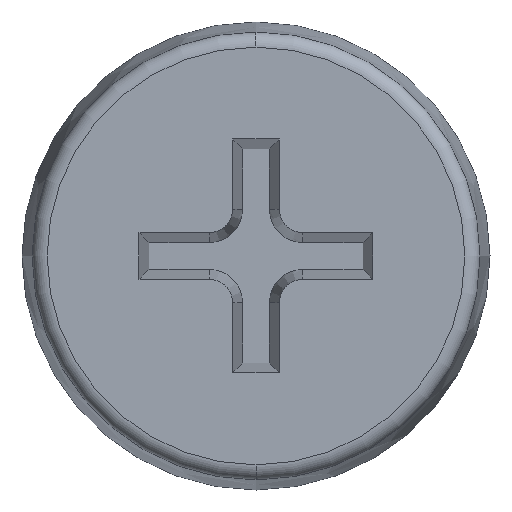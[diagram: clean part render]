
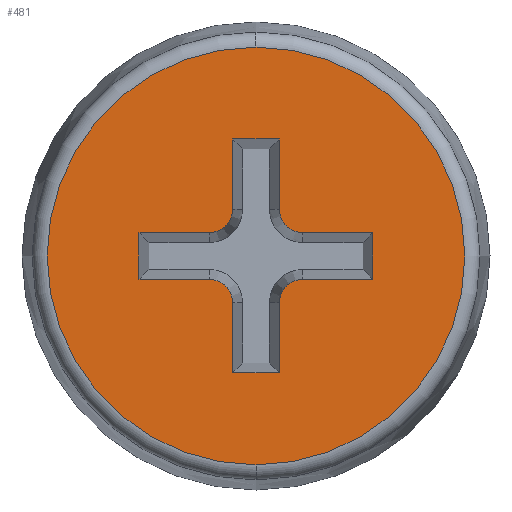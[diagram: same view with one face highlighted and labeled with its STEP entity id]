
A CAD part, left-side view. The second image highlights one B-rep face of the part: STEP entity #481.
In plain terms, the highlighted planar face has unit normal (-1, 0, 0).
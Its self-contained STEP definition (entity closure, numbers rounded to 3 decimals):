
#13 = DIRECTION ( 'NONE',  ( 0., 1., 0. ) ) ;
#29 = CARTESIAN_POINT ( 'NONE',  ( -0.55, 0.1, 0.2 ) ) ;
#30 = AXIS2_PLACEMENT_3D ( 'NONE', #473, #161, #1120 ) ;
#33 = VERTEX_POINT ( 'NONE', #620 ) ;
#58 = AXIS2_PLACEMENT_3D ( 'NONE', #346, #778, #1086 ) ;
#65 = LINE ( 'NONE', #919, #689 ) ;
#67 = LINE ( 'NONE', #1254, #123 ) ;
#73 = EDGE_CURVE ( 'NONE', #1033, #670, #933, .T. ) ;
#89 = ORIENTED_EDGE ( 'NONE', *, *, #494, .T. ) ;
#94 = VERTEX_POINT ( 'NONE', #761 ) ;
#115 = EDGE_CURVE ( 'NONE', #379, #215, #1217, .T. ) ;
#123 = VECTOR ( 'NONE', #1241, 1000. ) ;
#125 = CARTESIAN_POINT ( 'NONE',  ( -0.55, 0.273, -0.5 ) ) ;
#126 = CARTESIAN_POINT ( 'NONE',  ( -0.55, -0.1, -0.2 ) ) ;
#127 = DIRECTION ( 'NONE',  ( -1., 0., 0. ) ) ;
#130 = ORIENTED_EDGE ( 'NONE', *, *, #1318, .T. ) ;
#133 = CARTESIAN_POINT ( 'NONE',  ( -0.55, 0.1, -0.2 ) ) ;
#134 = VECTOR ( 'NONE', #485, 1000. ) ;
#140 = LINE ( 'NONE', #355, #955 ) ;
#146 = VERTEX_POINT ( 'NONE', #1298 ) ;
#152 = EDGE_CURVE ( 'NONE', #94, #146, #140, .T. ) ;
#153 = ORIENTED_EDGE ( 'NONE', *, *, #363, .T. ) ;
#161 = DIRECTION ( 'NONE',  ( -1., 0., 0. ) ) ;
#184 = CARTESIAN_POINT ( 'NONE',  ( -0.55, 0.2, 0.1 ) ) ;
#192 = DIRECTION ( 'NONE',  ( 0., 1., 0. ) ) ;
#204 = CARTESIAN_POINT ( 'NONE',  ( -0.55, 0.1, -0.5 ) ) ;
#213 = DIRECTION ( 'NONE',  ( 0., 0., -1. ) ) ;
#215 = VERTEX_POINT ( 'NONE', #407 ) ;
#233 = CARTESIAN_POINT ( 'NONE',  ( -0.55, 0.5, 0.05 ) ) ;
#234 = AXIS2_PLACEMENT_3D ( 'NONE', #1208, #557, #246 ) ;
#238 = FACE_BOUND ( 'NONE', #1370, .T. ) ;
#240 = CARTESIAN_POINT ( 'NONE',  ( -0.55, 0.2, -0.2 ) ) ;
#244 = FACE_OUTER_BOUND ( 'NONE', #1195, .T. ) ;
#246 = DIRECTION ( 'NONE',  ( 0., 1., 0. ) ) ;
#254 = DIRECTION ( 'NONE',  ( 0., -1., 0. ) ) ;
#262 = CIRCLE ( 'NONE', #1044, 0.1 ) ;
#273 = ORIENTED_EDGE ( 'NONE', *, *, #1207, .F. ) ;
#275 = DIRECTION ( 'NONE',  ( 0., 1., 0. ) ) ;
#276 = EDGE_CURVE ( 'NONE', #977, #94, #262, .T. ) ;
#283 = CARTESIAN_POINT ( 'NONE',  ( -0.55, -0.1, 0.5 ) ) ;
#294 = ORIENTED_EDGE ( 'NONE', *, *, #115, .F. ) ;
#313 = ORIENTED_EDGE ( 'NONE', *, *, #1255, .T. ) ;
#346 = CARTESIAN_POINT ( 'NONE',  ( -0.55, 0.446, 0. ) ) ;
#353 = ORIENTED_EDGE ( 'NONE', *, *, #636, .T. ) ;
#355 = CARTESIAN_POINT ( 'NONE',  ( -0.55, 0.473, -0.1 ) ) ;
#363 = EDGE_CURVE ( 'NONE', #33, #1395, #815, .T. ) ;
#368 = ORIENTED_EDGE ( 'NONE', *, *, #668, .T. ) ;
#379 = VERTEX_POINT ( 'NONE', #1007 ) ;
#394 = VERTEX_POINT ( 'NONE', #283 ) ;
#406 = EDGE_CURVE ( 'NONE', #458, #977, #67, .T. ) ;
#407 = CARTESIAN_POINT ( 'NONE',  ( -0.55, 0., 0.892 ) ) ;
#410 = CIRCLE ( 'NONE', #1206, 0.1 ) ;
#420 = ORIENTED_EDGE ( 'NONE', *, *, #1092, .T. ) ;
#433 = AXIS2_PLACEMENT_3D ( 'NONE', #1032, #621, #275 ) ;
#442 = DIRECTION ( 'NONE',  ( 0., 0., -1. ) ) ;
#444 = VERTEX_POINT ( 'NONE', #184 ) ;
#458 = VERTEX_POINT ( 'NONE', #204 ) ;
#461 = LINE ( 'NONE', #1111, #1053 ) ;
#473 = CARTESIAN_POINT ( 'NONE',  ( -0.55, -0.2, -0.2 ) ) ;
#481 = ADVANCED_FACE ( 'NONE', ( #238, #244 ), #1180, .T. ) ;
#485 = DIRECTION ( 'NONE',  ( 0., 0., -1. ) ) ;
#494 = EDGE_CURVE ( 'NONE', #833, #458, #1079, .T. ) ;
#498 = VERTEX_POINT ( 'NONE', #1310 ) ;
#503 = ORIENTED_EDGE ( 'NONE', *, *, #73, .T. ) ;
#531 = CARTESIAN_POINT ( 'NONE',  ( -0.55, -0.2, -0.1 ) ) ;
#535 = ORIENTED_EDGE ( 'NONE', *, *, #152, .T. ) ;
#557 = DIRECTION ( 'NONE',  ( 1., 0., 0. ) ) ;
#567 = EDGE_CURVE ( 'NONE', #670, #394, #784, .T. ) ;
#598 = DIRECTION ( 'NONE',  ( 0., -1., 0. ) ) ;
#611 = ORIENTED_EDGE ( 'NONE', *, *, #1301, .T. ) ;
#615 = VECTOR ( 'NONE', #1202, 1000. ) ;
#620 = CARTESIAN_POINT ( 'NONE',  ( -0.55, -0.2, 0.1 ) ) ;
#621 = DIRECTION ( 'NONE',  ( 1., 0., 0. ) ) ;
#636 = EDGE_CURVE ( 'NONE', #1374, #935, #976, .T. ) ;
#637 = DIRECTION ( 'NONE',  ( 0., 0., -1. ) ) ;
#638 = CARTESIAN_POINT ( 'NONE',  ( -0.55, 0.1, 0.25 ) ) ;
#657 = LINE ( 'NONE', #233, #1257 ) ;
#662 = DIRECTION ( 'NONE',  ( -1., 0., 0. ) ) ;
#668 = EDGE_CURVE ( 'NONE', #444, #1033, #1205, .T. ) ;
#669 = CARTESIAN_POINT ( 'NONE',  ( -0.55, 0.1, 0.5 ) ) ;
#670 = VERTEX_POINT ( 'NONE', #669 ) ;
#681 = VECTOR ( 'NONE', #598, 1000. ) ;
#689 = VECTOR ( 'NONE', #1128, 1000. ) ;
#690 = DIRECTION ( 'NONE',  ( 0., -1., 0. ) ) ;
#691 = EDGE_CURVE ( 'NONE', #1395, #1374, #1123, .T. ) ;
#692 = CARTESIAN_POINT ( 'NONE',  ( -0.55, -0.1, -0.5 ) ) ;
#705 = CARTESIAN_POINT ( 'NONE',  ( -0.55, -0.027, 0.1 ) ) ;
#707 = LINE ( 'NONE', #1018, #134 ) ;
#708 = AXIS2_PLACEMENT_3D ( 'NONE', #753, #127, #442 ) ;
#730 = VECTOR ( 'NONE', #1015, 1000. ) ;
#753 = CARTESIAN_POINT ( 'NONE',  ( -0.55, 0.2, 0.2 ) ) ;
#761 = CARTESIAN_POINT ( 'NONE',  ( -0.55, 0.2, -0.1 ) ) ;
#778 = DIRECTION ( 'NONE',  ( -1., 0., 0. ) ) ;
#784 = LINE ( 'NONE', #1218, #840 ) ;
#815 = LINE ( 'NONE', #705, #681 ) ;
#817 = ORIENTED_EDGE ( 'NONE', *, *, #276, .T. ) ;
#830 = VERTEX_POINT ( 'NONE', #893 ) ;
#833 = VERTEX_POINT ( 'NONE', #692 ) ;
#837 = DIRECTION ( 'NONE',  ( 0., 0., 1. ) ) ;
#840 = VECTOR ( 'NONE', #254, 1000. ) ;
#888 = CARTESIAN_POINT ( 'NONE',  ( -0.55, -0.5, -0.05 ) ) ;
#893 = CARTESIAN_POINT ( 'NONE',  ( -0.55, 0.5, 0.1 ) ) ;
#919 = CARTESIAN_POINT ( 'NONE',  ( -0.55, -0.1, 0.1 ) ) ;
#925 = CARTESIAN_POINT ( 'NONE',  ( -0.55, -0.2, 0.2 ) ) ;
#933 = LINE ( 'NONE', #638, #1297 ) ;
#935 = VERTEX_POINT ( 'NONE', #531 ) ;
#955 = VECTOR ( 'NONE', #192, 1000. ) ;
#958 = CARTESIAN_POINT ( 'NONE',  ( -0.55, 0.123, -0.1 ) ) ;
#976 = LINE ( 'NONE', #958, #1344 ) ;
#977 = VERTEX_POINT ( 'NONE', #133 ) ;
#1007 = CARTESIAN_POINT ( 'NONE',  ( -0.55, 0., -0.892 ) ) ;
#1015 = DIRECTION ( 'NONE',  ( 0., 0., -1. ) ) ;
#1018 = CARTESIAN_POINT ( 'NONE',  ( -0.55, -0.1, -0.25 ) ) ;
#1020 = EDGE_CURVE ( 'NONE', #146, #830, #657, .T. ) ;
#1032 = CARTESIAN_POINT ( 'NONE',  ( -0.55, 0., 0. ) ) ;
#1033 = VERTEX_POINT ( 'NONE', #29 ) ;
#1037 = VERTEX_POINT ( 'NONE', #126 ) ;
#1044 = AXIS2_PLACEMENT_3D ( 'NONE', #240, #1164, #637 ) ;
#1053 = VECTOR ( 'NONE', #690, 1000. ) ;
#1079 = LINE ( 'NONE', #125, #615 ) ;
#1086 = DIRECTION ( 'NONE',  ( 0., 0., 1. ) ) ;
#1091 = ORIENTED_EDGE ( 'NONE', *, *, #1020, .T. ) ;
#1092 = EDGE_CURVE ( 'NONE', #935, #1037, #1312, .T. ) ;
#1106 = EDGE_CURVE ( 'NONE', #830, #444, #461, .T. ) ;
#1111 = CARTESIAN_POINT ( 'NONE',  ( -0.55, 0.323, 0.1 ) ) ;
#1120 = DIRECTION ( 'NONE',  ( 0., 0., -1. ) ) ;
#1123 = LINE ( 'NONE', #888, #730 ) ;
#1128 = DIRECTION ( 'NONE',  ( 0., 0., -1. ) ) ;
#1161 = CIRCLE ( 'NONE', #433, 0.892 ) ;
#1164 = DIRECTION ( 'NONE',  ( -1., 0., 0. ) ) ;
#1168 = ORIENTED_EDGE ( 'NONE', *, *, #1106, .T. ) ;
#1180 = PLANE ( 'NONE',  #58 ) ;
#1188 = DIRECTION ( 'NONE',  ( 0., 0., 1. ) ) ;
#1195 = EDGE_LOOP ( 'NONE', ( #273, #294 ) ) ;
#1201 = ORIENTED_EDGE ( 'NONE', *, *, #406, .T. ) ;
#1202 = DIRECTION ( 'NONE',  ( 0., 1., 0. ) ) ;
#1205 = CIRCLE ( 'NONE', #708, 0.1 ) ;
#1206 = AXIS2_PLACEMENT_3D ( 'NONE', #925, #662, #213 ) ;
#1207 = EDGE_CURVE ( 'NONE', #215, #379, #1161, .T. ) ;
#1208 = CARTESIAN_POINT ( 'NONE',  ( -0.55, 0., 0. ) ) ;
#1217 = CIRCLE ( 'NONE', #234, 0.892 ) ;
#1218 = CARTESIAN_POINT ( 'NONE',  ( -0.55, 0.173, 0.5 ) ) ;
#1241 = DIRECTION ( 'NONE',  ( 0., 0., 1. ) ) ;
#1254 = CARTESIAN_POINT ( 'NONE',  ( -0.55, 0.1, -0.1 ) ) ;
#1255 = EDGE_CURVE ( 'NONE', #394, #498, #65, .T. ) ;
#1257 = VECTOR ( 'NONE', #1188, 1000. ) ;
#1275 = CARTESIAN_POINT ( 'NONE',  ( -0.55, -0.5, -0.1 ) ) ;
#1293 = CARTESIAN_POINT ( 'NONE',  ( -0.55, -0.5, 0.1 ) ) ;
#1297 = VECTOR ( 'NONE', #837, 1000. ) ;
#1298 = CARTESIAN_POINT ( 'NONE',  ( -0.55, 0.5, -0.1 ) ) ;
#1301 = EDGE_CURVE ( 'NONE', #1037, #833, #707, .T. ) ;
#1310 = CARTESIAN_POINT ( 'NONE',  ( -0.55, -0.1, 0.2 ) ) ;
#1312 = CIRCLE ( 'NONE', #30, 0.1 ) ;
#1318 = EDGE_CURVE ( 'NONE', #498, #33, #410, .T. ) ;
#1327 = ORIENTED_EDGE ( 'NONE', *, *, #567, .T. ) ;
#1344 = VECTOR ( 'NONE', #13, 1000. ) ;
#1360 = ORIENTED_EDGE ( 'NONE', *, *, #691, .T. ) ;
#1370 = EDGE_LOOP ( 'NONE', ( #368, #503, #1327, #313, #130, #153, #1360, #353, #420, #611, #89, #1201, #817, #535, #1091, #1168 ) ) ;
#1374 = VERTEX_POINT ( 'NONE', #1275 ) ;
#1395 = VERTEX_POINT ( 'NONE', #1293 ) ;
